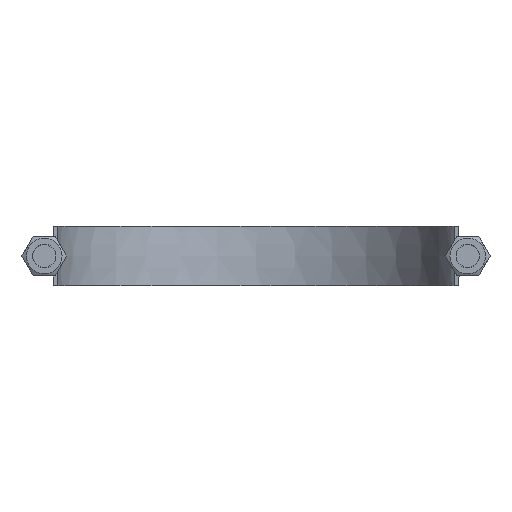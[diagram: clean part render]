
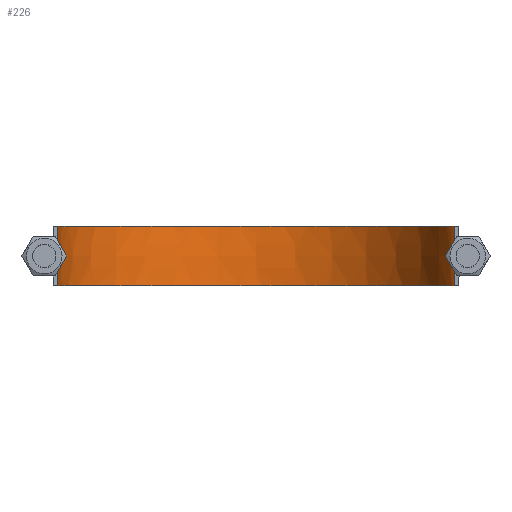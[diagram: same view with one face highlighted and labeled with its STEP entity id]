
A CAD part, front view. The second image highlights one B-rep face of the part: STEP entity #226.
In plain terms, the highlighted face is a extrusion surface.
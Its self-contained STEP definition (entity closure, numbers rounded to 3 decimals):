
#226 = ADVANCED_FACE( '', ( #295 ), #296, .T. );
#295 = FACE_OUTER_BOUND( '', #621, .T. );
#296 = SURFACE_OF_LINEAR_EXTRUSION( '', #622, #623 );
#621 = EDGE_LOOP( '', ( #1704, #1705, #1706, #1707 ) );
#622 = B_SPLINE_CURVE_WITH_KNOTS( '', 3, ( #1708, #1709, #1710, #1711, #1712, #1713, #1714, #1715, #1716, #1717, #1718, #1719, #1720, #1721, #1722, #1723, #1724 ), .UNSPECIFIED., .F., .F., ( 4, 3, 1, 1, 1, 1, 1, 1, 1, 3, 4 ), ( -10., -9., -8., -7., -6., -5., -4., -3., -2., -1., 0. ), .UNSPECIFIED. );
#623 = VECTOR( '', #1725, 1000. );
#1704 = ORIENTED_EDGE( '', *, *, #2059, .T. );
#1705 = ORIENTED_EDGE( '', *, *, #2047, .F. );
#1706 = ORIENTED_EDGE( '', *, *, #2056, .F. );
#1707 = ORIENTED_EDGE( '', *, *, #2049, .T. );
#1708 = CARTESIAN_POINT( '', ( -133.95, 89.5, -440.423 ) );
#1709 = CARTESIAN_POINT( '', ( -133.95, 133.683, -440.423 ) );
#1710 = CARTESIAN_POINT( '', ( -133.95, 177.867, -440.423 ) );
#1711 = CARTESIAN_POINT( '', ( -133.95, 222.05, -440.423 ) );
#1712 = CARTESIAN_POINT( '', ( -133.95, 239.566, -440.423 ) );
#1713 = CARTESIAN_POINT( '', ( -126.975, 274.652, -440.423 ) );
#1714 = CARTESIAN_POINT( '', ( -97.183, 319.231, -440.423 ) );
#1715 = CARTESIAN_POINT( '', ( -52.595, 349.026, -440.423 ) );
#1716 = CARTESIAN_POINT( '', ( 0., 359.487, -440.423 ) );
#1717 = CARTESIAN_POINT( '', ( 52.595, 349.026, -440.423 ) );
#1718 = CARTESIAN_POINT( '', ( 97.183, 319.231, -440.423 ) );
#1719 = CARTESIAN_POINT( '', ( 126.975, 274.652, -440.423 ) );
#1720 = CARTESIAN_POINT( '', ( 133.95, 239.566, -440.423 ) );
#1721 = CARTESIAN_POINT( '', ( 133.95, 222.05, -440.423 ) );
#1722 = CARTESIAN_POINT( '', ( 133.95, 177.867, -440.423 ) );
#1723 = CARTESIAN_POINT( '', ( 133.95, 133.683, -440.423 ) );
#1724 = CARTESIAN_POINT( '', ( 133.95, 89.5, -440.423 ) );
#1725 = DIRECTION( '', ( 0., 0., 1. ) );
#2047 = EDGE_CURVE( '', #2154, #2156, #2157, .T. );
#2049 = EDGE_CURVE( '', #2159, #2160, #2161, .T. );
#2056 = EDGE_CURVE( '', #2159, #2154, #2172, .T. );
#2059 = EDGE_CURVE( '', #2160, #2156, #2176, .T. );
#2154 = VERTEX_POINT( '', #2452 );
#2156 = VERTEX_POINT( '', #2455 );
#2157 = B_SPLINE_CURVE_WITH_KNOTS( '', 3, ( #2456, #2457, #2458, #2459, #2460, #2461, #2462, #2463, #2464, #2465, #2466, #2467, #2468, #2469, #2470, #2471, #2472 ), .UNSPECIFIED., .F., .F., ( 4, 3, 1, 1, 1, 1, 1, 1, 1, 3, 4 ), ( -10., -9., -8., -7., -6., -5., -4., -3., -2., -1., 0. ), .UNSPECIFIED. );
#2159 = VERTEX_POINT( '', #2475 );
#2160 = VERTEX_POINT( '', #2476 );
#2161 = B_SPLINE_CURVE_WITH_KNOTS( '', 3, ( #2477, #2478, #2479, #2480, #2481, #2482, #2483, #2484, #2485, #2486, #2487, #2488, #2489, #2490, #2491, #2492, #2493 ), .UNSPECIFIED., .F., .F., ( 4, 3, 1, 1, 1, 1, 1, 1, 1, 3, 4 ), ( -10., -9., -8., -7., -6., -5., -4., -3., -2., -1., 0. ), .UNSPECIFIED. );
#2172 = LINE( '', #2706, #2707 );
#2176 = LINE( '', #2752, #2753 );
#2452 = CARTESIAN_POINT( '', ( -133.95, 89.5, 20. ) );
#2455 = CARTESIAN_POINT( '', ( 133.95, 89.5, 20. ) );
#2456 = CARTESIAN_POINT( '', ( -133.95, 89.5, 20. ) );
#2457 = CARTESIAN_POINT( '', ( -133.95, 133.683, 20. ) );
#2458 = CARTESIAN_POINT( '', ( -133.95, 177.867, 20. ) );
#2459 = CARTESIAN_POINT( '', ( -133.95, 222.05, 20. ) );
#2460 = CARTESIAN_POINT( '', ( -133.95, 239.566, 20. ) );
#2461 = CARTESIAN_POINT( '', ( -126.975, 274.652, 20. ) );
#2462 = CARTESIAN_POINT( '', ( -97.183, 319.231, 20. ) );
#2463 = CARTESIAN_POINT( '', ( -52.595, 349.026, 20. ) );
#2464 = CARTESIAN_POINT( '', ( 0., 359.487, 20. ) );
#2465 = CARTESIAN_POINT( '', ( 52.595, 349.026, 20. ) );
#2466 = CARTESIAN_POINT( '', ( 97.183, 319.231, 20. ) );
#2467 = CARTESIAN_POINT( '', ( 126.975, 274.652, 20. ) );
#2468 = CARTESIAN_POINT( '', ( 133.95, 239.566, 20. ) );
#2469 = CARTESIAN_POINT( '', ( 133.95, 222.05, 20. ) );
#2470 = CARTESIAN_POINT( '', ( 133.95, 177.867, 20. ) );
#2471 = CARTESIAN_POINT( '', ( 133.95, 133.683, 20. ) );
#2472 = CARTESIAN_POINT( '', ( 133.95, 89.5, 20. ) );
#2475 = CARTESIAN_POINT( '', ( -133.95, 89.5, -20. ) );
#2476 = CARTESIAN_POINT( '', ( 133.95, 89.5, -20. ) );
#2477 = CARTESIAN_POINT( '', ( -133.95, 89.5, -20. ) );
#2478 = CARTESIAN_POINT( '', ( -133.95, 133.683, -20. ) );
#2479 = CARTESIAN_POINT( '', ( -133.95, 177.867, -20. ) );
#2480 = CARTESIAN_POINT( '', ( -133.95, 222.05, -20. ) );
#2481 = CARTESIAN_POINT( '', ( -133.95, 239.566, -20. ) );
#2482 = CARTESIAN_POINT( '', ( -126.975, 274.652, -20. ) );
#2483 = CARTESIAN_POINT( '', ( -97.183, 319.231, -20. ) );
#2484 = CARTESIAN_POINT( '', ( -52.595, 349.026, -20. ) );
#2485 = CARTESIAN_POINT( '', ( 0., 359.487, -20. ) );
#2486 = CARTESIAN_POINT( '', ( 52.595, 349.026, -20. ) );
#2487 = CARTESIAN_POINT( '', ( 97.183, 319.231, -20. ) );
#2488 = CARTESIAN_POINT( '', ( 126.975, 274.652, -20. ) );
#2489 = CARTESIAN_POINT( '', ( 133.95, 239.566, -20. ) );
#2490 = CARTESIAN_POINT( '', ( 133.95, 222.05, -20. ) );
#2491 = CARTESIAN_POINT( '', ( 133.95, 177.867, -20. ) );
#2492 = CARTESIAN_POINT( '', ( 133.95, 133.683, -20. ) );
#2493 = CARTESIAN_POINT( '', ( 133.95, 89.5, -20. ) );
#2706 = CARTESIAN_POINT( '', ( -133.95, 89.5, -440.423 ) );
#2707 = VECTOR( '', #3150, 1000. );
#2752 = CARTESIAN_POINT( '', ( 133.95, 89.5, -440.423 ) );
#2753 = VECTOR( '', #3151, 1000. );
#3150 = DIRECTION( '', ( 0., 0., 1. ) );
#3151 = DIRECTION( '', ( 0., 0., 1. ) );
